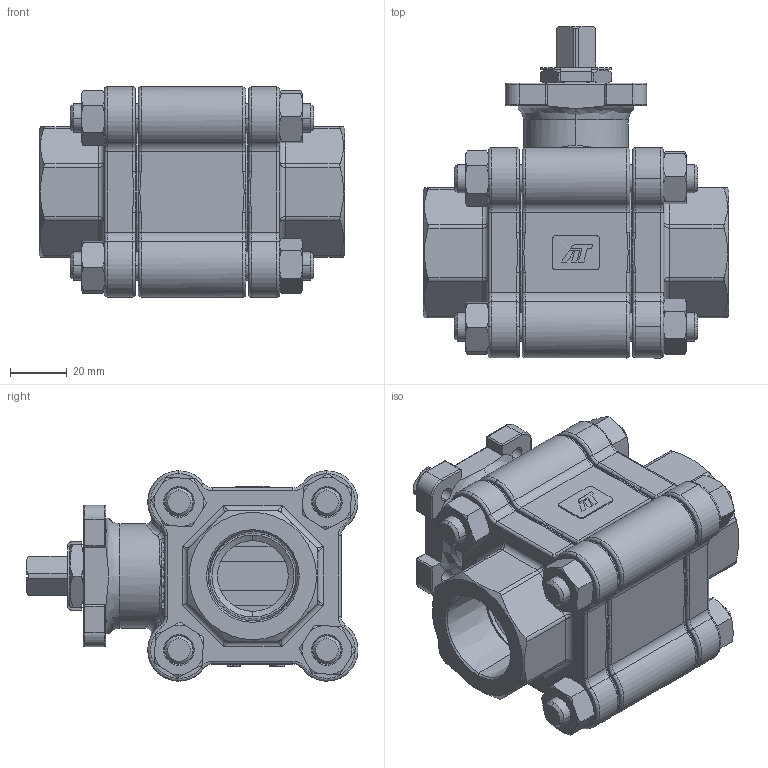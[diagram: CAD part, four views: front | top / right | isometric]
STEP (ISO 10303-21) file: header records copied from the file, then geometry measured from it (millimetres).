
FILE_DESCRIPTION (( 'STEP AP214' ), '1' );
FILE_NAME ('FMX-TH-0100-XXX BARE STEM.step', '2019-11-19T15:45:15', ( '' ), ( '' ), 'SwSTEP 2.0', 'SolidWorks 2019', '' );
FILE_SCHEMA (( 'AUTOMOTIVE_DESIGN' ));
Length unit declared in the file: inch
Products named in the file (2): FMX-TH-0100-XXX BARE STEM
Bounding box: 108 x 117.34 x 74.33 mm (x, y, z)
Surface area: 73592.8 mm2 (no closed solid volume)
Topology: 0 solids, 26 shells, 976 faces, 2717 edges, 1770 vertices
Faces by surface type: plane 352, bspline 289, cylinder 214, cone 121
Entity records: 49577 total; most frequent: CARTESIAN_POINT 27163, ORIENTED_EDGE 4962, DIRECTION 3761, EDGE_CURVE 2695, VERTEX_POINT 1770, AXIS2_PLACEMENT_3D 1298, VECTOR 1165, LINE 1165
